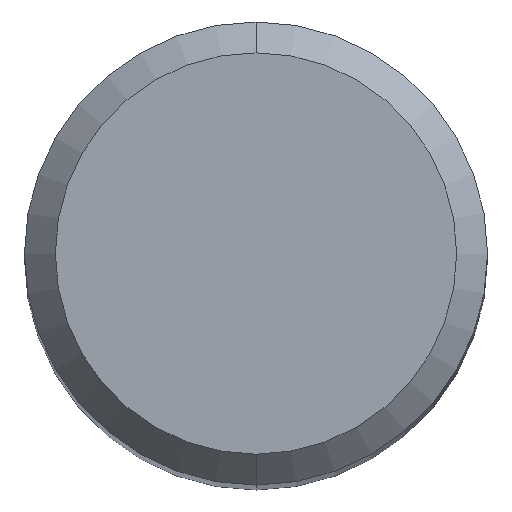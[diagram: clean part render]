
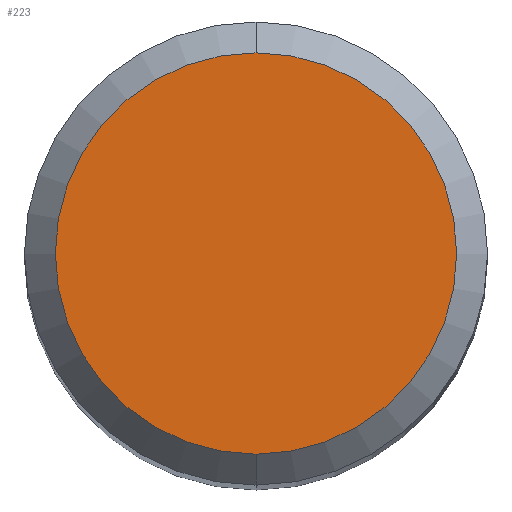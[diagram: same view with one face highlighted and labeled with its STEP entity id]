
A CAD part, top view. The second image highlights one B-rep face of the part: STEP entity #223.
In plain terms, the highlighted planar face has unit normal (0, 0, 1).
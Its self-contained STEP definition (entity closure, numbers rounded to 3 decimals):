
#145=EDGE_CURVE('',#203,#197,#302,.T.);
#159=EDGE_CURVE('',#197,#203,#317,.T.);
#197=VERTEX_POINT('',#357);
#203=VERTEX_POINT('',#364);
#223=ADVANCED_FACE('',(#389),#390,.T.);
#302=CIRCLE('',#481,2.6);
#317=CIRCLE('',#501,2.6);
#357=CARTESIAN_POINT('',(0.0,2.6,0.0));
#364=CARTESIAN_POINT('',(0.,-2.6,0.0));
#389=FACE_OUTER_BOUND('',#590,.T.);
#390=PLANE('',#591);
#481=AXIS2_PLACEMENT_3D('',#665,#666,#667);
#501=AXIS2_PLACEMENT_3D('',#683,#684,#685);
#590=EDGE_LOOP('',(#778,#779));
#591=AXIS2_PLACEMENT_3D('',#780,#781,#782);
#665=CARTESIAN_POINT('',(0.0,0.0,0.0));
#666=DIRECTION('',(0.0,0.0,-1.0));
#667=DIRECTION('',(0.0,1.0,0.0));
#683=CARTESIAN_POINT('',(0.0,0.0,0.0));
#684=DIRECTION('',(0.0,0.0,-1.0));
#685=DIRECTION('',(0.0,1.0,0.0));
#778=ORIENTED_EDGE('',*,*,#159,.F.);
#779=ORIENTED_EDGE('',*,*,#145,.F.);
#780=CARTESIAN_POINT('',(0.0,1.3,0.0));
#781=DIRECTION('',(-0.0,0.0,1.0));
#782=DIRECTION('',(0.0,-1.0,0.0));
